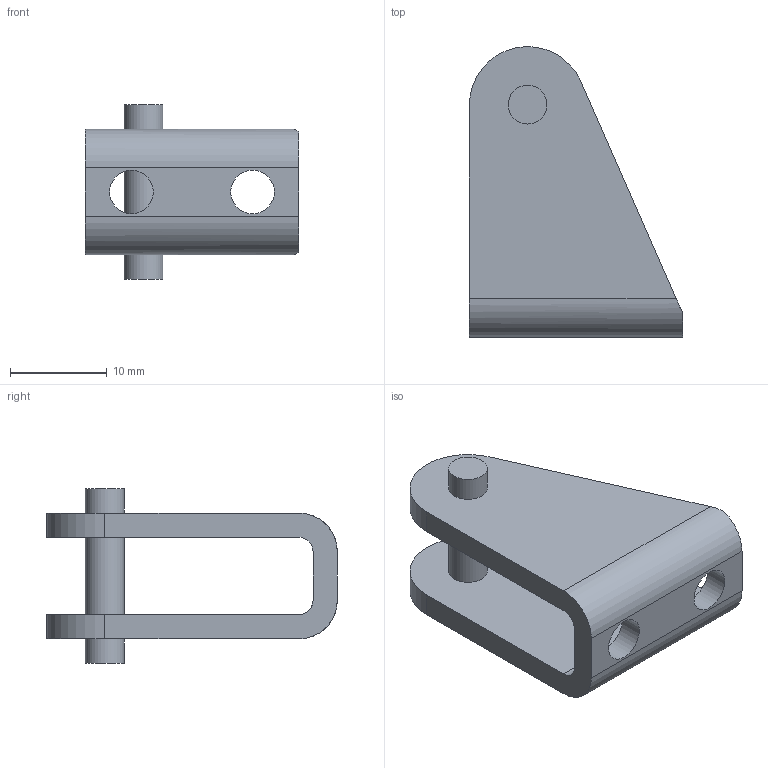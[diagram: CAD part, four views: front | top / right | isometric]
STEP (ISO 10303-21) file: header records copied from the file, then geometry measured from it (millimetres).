
FILE_DESCRIPTION(/* description */ ('Alibre Inc.'),/* implementation_level */ '2;1');
FILE_NAME(/* name */ 'export-54B4B000-45CF-43F2-A4B7-E61BE3B7A226',/* time_stamp */ '2021-04-16T14:32:56+02:00',/* author */ (''),/* organization */ (''),/* preprocessor_version */ 'ST-DEVELOPER v17',/* originating_system */ 'Alibre',/* authorisation */ '');
FILE_SCHEMA (('AUTOMOTIVE_DESIGN'));
Length unit declared in the file: millimetre
Products named in the file (1): _W0950080005-10
Bounding box: 22 x 30 x 18 mm (x, y, z)
Volume: 2811.2 mm3; surface area: 2700.3 mm2
Topology: 1 solids, 1 shells, 23 faces, 64 edges, 45 vertices
Faces by surface type: plane 12, cylinder 11
Full cylindrical faces by diameter (mm): 4 x3, 4.5 x2
Entity records: 777 total; most frequent: ORIENTED_EDGE 128, CARTESIAN_POINT 125, DIRECTION 117, EDGE_CURVE 64, AXIS2_PLACEMENT_3D 49, VERTEX_POINT 45, VECTOR 31, LINE 31
